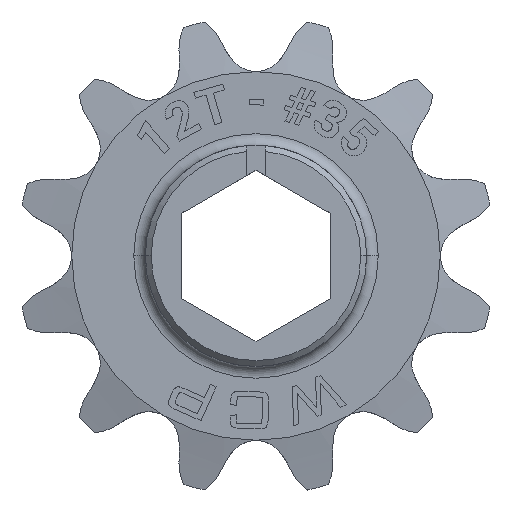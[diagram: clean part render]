
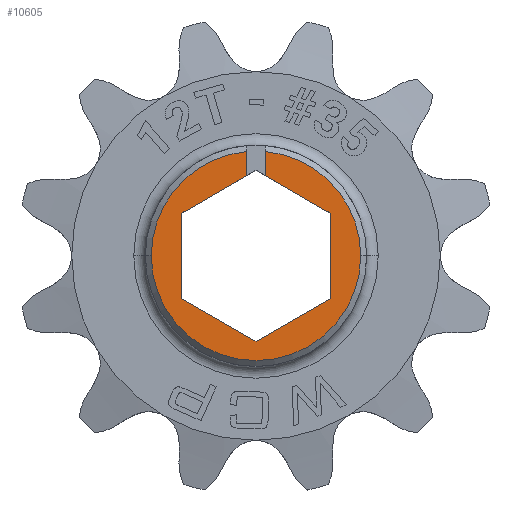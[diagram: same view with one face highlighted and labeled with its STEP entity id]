
A CAD part, top view. The second image highlights one B-rep face of the part: STEP entity #10605.
In plain terms, the highlighted planar face has unit normal (0, 0, 1).
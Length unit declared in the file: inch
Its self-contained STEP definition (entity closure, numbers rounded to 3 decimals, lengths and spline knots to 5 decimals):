
#80 = EDGE_CURVE ( 'NONE', #7877, #7650, #4194, .T. ) ;
#167 = VERTEX_POINT ( 'NONE', #8853 ) ;
#196 = DIRECTION ( 'NONE',  ( 1., 0., 0. ) ) ;
#329 = EDGE_CURVE ( 'NONE', #9127, #8153, #3310, .T. ) ;
#340 = ORIENTED_EDGE ( 'NONE', *, *, #11198, .F. ) ;
#481 = DIRECTION ( 'NONE',  ( 0., -1., 0. ) ) ;
#553 = DIRECTION ( 'NONE',  ( 0.866, -0.5, 0. ) ) ;
#562 = CARTESIAN_POINT ( 'NONE',  ( 0.1255, -0.21737, 0.26563 ) ) ;
#588 = DIRECTION ( 'NONE',  ( 0., 0., 1. ) ) ;
#602 = LINE ( 'NONE', #4991, #8179 ) ;
#803 = VERTEX_POINT ( 'NONE', #5728 ) ;
#914 = VERTEX_POINT ( 'NONE', #6069 ) ;
#1000 = VERTEX_POINT ( 'NONE', #7209 ) ;
#1200 = DIRECTION ( 'NONE',  ( -0.866, -0.5, 0. ) ) ;
#1335 = PLANE ( 'NONE',  #8743 ) ;
#1443 = VERTEX_POINT ( 'NONE', #4129 ) ;
#1449 = CARTESIAN_POINT ( 'NONE',  ( 0., 0., 0.26563 ) ) ;
#1453 = CARTESIAN_POINT ( 'NONE',  ( -0.03125, 0.12613, 0.26563 ) ) ;
#1788 = EDGE_CURVE ( 'NONE', #7911, #914, #4171, .T. ) ;
#2066 = VECTOR ( 'NONE', #3041, 39.37008 ) ;
#2083 = VECTOR ( 'NONE', #553, 39.37008 ) ;
#2190 = CARTESIAN_POINT ( 'NONE',  ( -0.355, 0., 0.26563 ) ) ;
#2260 = CARTESIAN_POINT ( 'NONE',  ( 0., -0.28983, 0.26563 ) ) ;
#2331 = LINE ( 'NONE', #5803, #2083 ) ;
#2390 = CARTESIAN_POINT ( 'NONE',  ( 0.251, -0.14491, 0.26563 ) ) ;
#2431 = CARTESIAN_POINT ( 'NONE',  ( -0.251, 0., 0.26563 ) ) ;
#2547 = DIRECTION ( 'NONE',  ( 1., 0., 0. ) ) ;
#2561 = AXIS2_PLACEMENT_3D ( 'NONE', #9082, #4711, #3957 ) ;
#2657 = EDGE_LOOP ( 'NONE', ( #5016, #3671, #8251, #6415, #4521, #6028, #340, #4018, #11136, #6138, #6781 ) ) ;
#2780 = CIRCLE ( 'NONE', #7929, 0.355 ) ;
#2976 = VERTEX_POINT ( 'NONE', #8341 ) ;
#2981 = CARTESIAN_POINT ( 'NONE',  ( 0.251, 0., 0.26563 ) ) ;
#3041 = DIRECTION ( 'NONE',  ( 0., 1., 0. ) ) ;
#3310 = CIRCLE ( 'NONE', #2561, 0.355 ) ;
#3382 = VECTOR ( 'NONE', #11059, 39.37008 ) ;
#3439 = EDGE_CURVE ( 'NONE', #1000, #167, #8484, .T. ) ;
#3574 = EDGE_CURVE ( 'NONE', #8153, #2976, #2780, .T. ) ;
#3671 = ORIENTED_EDGE ( 'NONE', *, *, #9299, .F. ) ;
#3713 = DIRECTION ( 'NONE',  ( 0., 0., 1. ) ) ;
#3957 = DIRECTION ( 'NONE',  ( 1., 0., 0. ) ) ;
#3959 = CIRCLE ( 'NONE', #5441, 0.355 ) ;
#4018 = ORIENTED_EDGE ( 'NONE', *, *, #7847, .F. ) ;
#4080 = DIRECTION ( 'NONE',  ( 0.866, 0.5, 0. ) ) ;
#4096 = VECTOR ( 'NONE', #7628, 39.37008 ) ;
#4129 = CARTESIAN_POINT ( 'NONE',  ( 0.251, 0.14491, 0.26563 ) ) ;
#4171 = LINE ( 'NONE', #2431, #4729 ) ;
#4194 = LINE ( 'NONE', #562, #8270 ) ;
#4521 = ORIENTED_EDGE ( 'NONE', *, *, #6695, .F. ) ;
#4711 = DIRECTION ( 'NONE',  ( 0., 0., 1. ) ) ;
#4729 = VECTOR ( 'NONE', #481, 39.37008 ) ;
#4866 = LINE ( 'NONE', #1453, #3382 ) ;
#4991 = CARTESIAN_POINT ( 'NONE',  ( 0.1255, 0.21737, 0.26563 ) ) ;
#5016 = ORIENTED_EDGE ( 'NONE', *, *, #3439, .F. ) ;
#5078 = VECTOR ( 'NONE', #1200, 39.37008 ) ;
#5260 = EDGE_CURVE ( 'NONE', #7650, #1443, #8109, .T. ) ;
#5441 = AXIS2_PLACEMENT_3D ( 'NONE', #8083, #3713, #196 ) ;
#5653 = LINE ( 'NONE', #8399, #5078 ) ;
#5679 = CARTESIAN_POINT ( 'NONE',  ( -0.251, 0.14491, 0.26563 ) ) ;
#5728 = CARTESIAN_POINT ( 'NONE',  ( -0.03125, 0.27179, 0.26563 ) ) ;
#5803 = CARTESIAN_POINT ( 'NONE',  ( -0.1255, -0.21737, 0.26563 ) ) ;
#6028 = ORIENTED_EDGE ( 'NONE', *, *, #1788, .F. ) ;
#6069 = CARTESIAN_POINT ( 'NONE',  ( -0.251, -0.14491, 0.26563 ) ) ;
#6138 = ORIENTED_EDGE ( 'NONE', *, *, #3574, .T. ) ;
#6415 = ORIENTED_EDGE ( 'NONE', *, *, #80, .F. ) ;
#6695 = EDGE_CURVE ( 'NONE', #914, #7877, #2331, .T. ) ;
#6781 = ORIENTED_EDGE ( 'NONE', *, *, #9604, .T. ) ;
#6935 = CARTESIAN_POINT ( 'NONE',  ( 0., 0., 0.26563 ) ) ;
#7209 = CARTESIAN_POINT ( 'NONE',  ( 0.03125, 0.27179, 0.26563 ) ) ;
#7628 = DIRECTION ( 'NONE',  ( 0., 1., 0. ) ) ;
#7650 = VERTEX_POINT ( 'NONE', #2390 ) ;
#7847 = EDGE_CURVE ( 'NONE', #9127, #803, #4866, .T. ) ;
#7877 = VERTEX_POINT ( 'NONE', #2260 ) ;
#7911 = VERTEX_POINT ( 'NONE', #5679 ) ;
#7929 = AXIS2_PLACEMENT_3D ( 'NONE', #6935, #10417, #2547 ) ;
#8083 = CARTESIAN_POINT ( 'NONE',  ( 0., 0., 0.26563 ) ) ;
#8109 = LINE ( 'NONE', #2981, #2066 ) ;
#8153 = VERTEX_POINT ( 'NONE', #2190 ) ;
#8179 = VECTOR ( 'NONE', #10260, 39.37008 ) ;
#8251 = ORIENTED_EDGE ( 'NONE', *, *, #5260, .F. ) ;
#8270 = VECTOR ( 'NONE', #4080, 39.37008 ) ;
#8341 = CARTESIAN_POINT ( 'NONE',  ( 0.355, 0., 0.26563 ) ) ;
#8399 = CARTESIAN_POINT ( 'NONE',  ( -0.1255, 0.21737, 0.26563 ) ) ;
#8484 = LINE ( 'NONE', #11003, #4096 ) ;
#8743 = AXIS2_PLACEMENT_3D ( 'NONE', #1449, #588, #11118 ) ;
#8853 = CARTESIAN_POINT ( 'NONE',  ( 0.03125, 0.35362, 0.26563 ) ) ;
#9082 = CARTESIAN_POINT ( 'NONE',  ( 0., 0., 0.26563 ) ) ;
#9127 = VERTEX_POINT ( 'NONE', #10492 ) ;
#9299 = EDGE_CURVE ( 'NONE', #1443, #1000, #602, .T. ) ;
#9337 = FACE_OUTER_BOUND ( 'NONE', #2657, .T. ) ;
#9604 = EDGE_CURVE ( 'NONE', #2976, #167, #3959, .T. ) ;
#10260 = DIRECTION ( 'NONE',  ( -0.866, 0.5, 0. ) ) ;
#10417 = DIRECTION ( 'NONE',  ( 0., 0., 1. ) ) ;
#10492 = CARTESIAN_POINT ( 'NONE',  ( -0.03125, 0.35362, 0.26563 ) ) ;
#10605 = ADVANCED_FACE ( 'NONE', ( #9337 ), #1335, .T. ) ;
#11003 = CARTESIAN_POINT ( 'NONE',  ( 0.03125, 0.12613, 0.26563 ) ) ;
#11059 = DIRECTION ( 'NONE',  ( 0., -1., 0. ) ) ;
#11118 = DIRECTION ( 'NONE',  ( 1., 0., 0. ) ) ;
#11136 = ORIENTED_EDGE ( 'NONE', *, *, #329, .T. ) ;
#11198 = EDGE_CURVE ( 'NONE', #803, #7911, #5653, .T. ) ;
